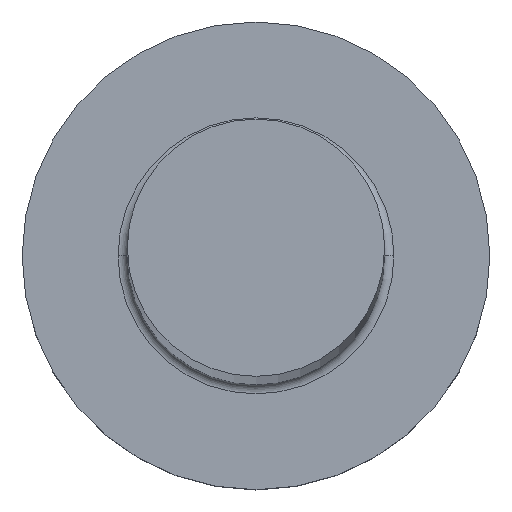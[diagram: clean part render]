
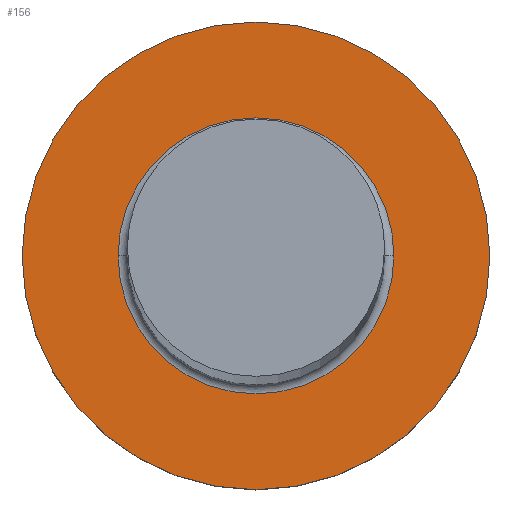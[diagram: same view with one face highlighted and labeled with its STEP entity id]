
A CAD part, top view. The second image highlights one B-rep face of the part: STEP entity #156.
In plain terms, the highlighted planar face has unit normal (0, 0, 1).
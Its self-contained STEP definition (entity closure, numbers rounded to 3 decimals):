
#8 = ORIENTED_EDGE ( 'NONE', *, *, #29, .T. ) ;
#10 = CARTESIAN_POINT ( 'NONE',  ( 0., 0., 3. ) ) ;
#12 = AXIS2_PLACEMENT_3D ( 'NONE', #235, #73, #47 ) ;
#15 = DIRECTION ( 'NONE',  ( 1., 0., 0. ) ) ;
#29 = EDGE_CURVE ( 'NONE', #293, #191, #117, .T. ) ;
#35 = DIRECTION ( 'NONE',  ( 0., 0., 1. ) ) ;
#47 = DIRECTION ( 'NONE',  ( 1., 0., 0. ) ) ;
#53 = AXIS2_PLACEMENT_3D ( 'NONE', #234, #262, #75 ) ;
#58 = DIRECTION ( 'NONE',  ( 1., 0., 0. ) ) ;
#73 = DIRECTION ( 'NONE',  ( 0., 0., -1. ) ) ;
#75 = DIRECTION ( 'NONE',  ( 1., 0., 0. ) ) ;
#81 = EDGE_LOOP ( 'NONE', ( #291, #164 ) ) ;
#99 = EDGE_LOOP ( 'NONE', ( #8, #269 ) ) ;
#107 = CIRCLE ( 'NONE', #12, 2.95 ) ;
#109 = CARTESIAN_POINT ( 'NONE',  ( 0., 0., 3. ) ) ;
#110 = CARTESIAN_POINT ( 'NONE',  ( 0., 0., 3. ) ) ;
#112 = EDGE_CURVE ( 'NONE', #191, #293, #177, .T. ) ;
#117 = CIRCLE ( 'NONE', #264, 5. ) ;
#130 = CARTESIAN_POINT ( 'NONE',  ( 2.95, 0., 3. ) ) ;
#132 = FACE_OUTER_BOUND ( 'NONE', #99, .T. ) ;
#139 = CARTESIAN_POINT ( 'NONE',  ( 5., 0., 3. ) ) ;
#148 = VERTEX_POINT ( 'NONE', #130 ) ;
#153 = DIRECTION ( 'NONE',  ( 0., 0., 1. ) ) ;
#156 = ADVANCED_FACE ( 'NONE', ( #281, #132 ), #231, .T. ) ;
#159 = CARTESIAN_POINT ( 'NONE',  ( -5., 0., 3. ) ) ;
#164 = ORIENTED_EDGE ( 'NONE', *, *, #230, .T. ) ;
#177 = CIRCLE ( 'NONE', #189, 5. ) ;
#184 = CIRCLE ( 'NONE', #53, 2.95 ) ;
#189 = AXIS2_PLACEMENT_3D ( 'NONE', #109, #153, #15 ) ;
#191 = VERTEX_POINT ( 'NONE', #139 ) ;
#203 = EDGE_CURVE ( 'NONE', #148, #216, #107, .T. ) ;
#204 = DIRECTION ( 'NONE',  ( 0., 0., 1. ) ) ;
#211 = CARTESIAN_POINT ( 'NONE',  ( -2.95, 0., 3. ) ) ;
#215 = AXIS2_PLACEMENT_3D ( 'NONE', #110, #204, #58 ) ;
#216 = VERTEX_POINT ( 'NONE', #211 ) ;
#226 = DIRECTION ( 'NONE',  ( 1., 0., 0. ) ) ;
#230 = EDGE_CURVE ( 'NONE', #216, #148, #184, .T. ) ;
#231 = PLANE ( 'NONE',  #215 ) ;
#234 = CARTESIAN_POINT ( 'NONE',  ( 0., 0., 3. ) ) ;
#235 = CARTESIAN_POINT ( 'NONE',  ( 0., 0., 3. ) ) ;
#262 = DIRECTION ( 'NONE',  ( 0., 0., -1. ) ) ;
#264 = AXIS2_PLACEMENT_3D ( 'NONE', #10, #35, #226 ) ;
#269 = ORIENTED_EDGE ( 'NONE', *, *, #112, .T. ) ;
#281 = FACE_BOUND ( 'NONE', #81, .T. ) ;
#291 = ORIENTED_EDGE ( 'NONE', *, *, #203, .T. ) ;
#293 = VERTEX_POINT ( 'NONE', #159 ) ;
